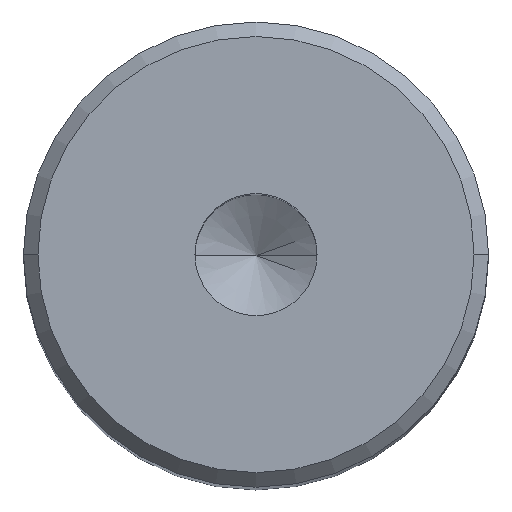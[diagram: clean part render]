
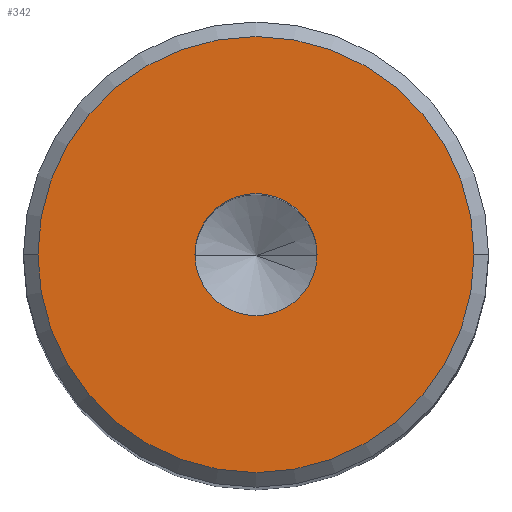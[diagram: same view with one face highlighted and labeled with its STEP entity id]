
A CAD part, top view. The second image highlights one B-rep face of the part: STEP entity #342.
In plain terms, the highlighted planar face has unit normal (0, 0, 1).
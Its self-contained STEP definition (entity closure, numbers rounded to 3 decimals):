
#30 = VERTEX_POINT ( 'NONE', #569 ) ;
#67 = EDGE_CURVE ( 'NONE', #316, #487, #81, .T. ) ;
#74 = CIRCLE ( 'NONE', #465, 2.1 ) ;
#81 = CIRCLE ( 'NONE', #194, 2.1 ) ;
#92 = FACE_OUTER_BOUND ( 'NONE', #584, .T. ) ;
#98 = CARTESIAN_POINT ( 'NONE',  ( -7.5, 0., 0. ) ) ;
#106 = DIRECTION ( 'NONE',  ( 0., 0., 1. ) ) ;
#163 = DIRECTION ( 'NONE',  ( 1., 0., 0. ) ) ;
#175 = ORIENTED_EDGE ( 'NONE', *, *, #522, .T. ) ;
#184 = AXIS2_PLACEMENT_3D ( 'NONE', #567, #390, #163 ) ;
#186 = DIRECTION ( 'NONE',  ( 0., 0., 1. ) ) ;
#194 = AXIS2_PLACEMENT_3D ( 'NONE', #250, #514, #428 ) ;
#237 = CARTESIAN_POINT ( 'NONE',  ( -2.1, 0., 0. ) ) ;
#244 = CIRCLE ( 'NONE', #572, 7.5 ) ;
#250 = CARTESIAN_POINT ( 'NONE',  ( 0., 0., 0. ) ) ;
#274 = CARTESIAN_POINT ( 'NONE',  ( 0., 0., 0. ) ) ;
#289 = DIRECTION ( 'NONE',  ( 1., 0., 0. ) ) ;
#311 = EDGE_CURVE ( 'NONE', #30, #580, #326, .T. ) ;
#316 = VERTEX_POINT ( 'NONE', #345 ) ;
#326 = CIRCLE ( 'NONE', #184, 7.5 ) ;
#342 = ADVANCED_FACE ( 'NONE', ( #363, #92 ), #493, .T. ) ;
#345 = CARTESIAN_POINT ( 'NONE',  ( 2.1, 0., 0. ) ) ;
#363 = FACE_BOUND ( 'NONE', #450, .T. ) ;
#367 = DIRECTION ( 'NONE',  ( 1., 0., 0. ) ) ;
#375 = AXIS2_PLACEMENT_3D ( 'NONE', #274, #186, #367 ) ;
#390 = DIRECTION ( 'NONE',  ( 0., 0., 1. ) ) ;
#408 = ORIENTED_EDGE ( 'NONE', *, *, #311, .T. ) ;
#428 = DIRECTION ( 'NONE',  ( 1., 0., 0. ) ) ;
#435 = EDGE_CURVE ( 'NONE', #487, #316, #74, .T. ) ;
#442 = DIRECTION ( 'NONE',  ( 0., 0., 1. ) ) ;
#450 = EDGE_LOOP ( 'NONE', ( #496, #528 ) ) ;
#465 = AXIS2_PLACEMENT_3D ( 'NONE', #503, #106, #289 ) ;
#487 = VERTEX_POINT ( 'NONE', #237 ) ;
#492 = DIRECTION ( 'NONE',  ( 1., 0., 0. ) ) ;
#493 = PLANE ( 'NONE',  #375 ) ;
#496 = ORIENTED_EDGE ( 'NONE', *, *, #67, .F. ) ;
#503 = CARTESIAN_POINT ( 'NONE',  ( 0., 0., 0. ) ) ;
#514 = DIRECTION ( 'NONE',  ( 0., 0., 1. ) ) ;
#522 = EDGE_CURVE ( 'NONE', #580, #30, #244, .T. ) ;
#528 = ORIENTED_EDGE ( 'NONE', *, *, #435, .F. ) ;
#567 = CARTESIAN_POINT ( 'NONE',  ( 0., 0., 0. ) ) ;
#569 = CARTESIAN_POINT ( 'NONE',  ( 7.5, 0., 0. ) ) ;
#572 = AXIS2_PLACEMENT_3D ( 'NONE', #585, #442, #492 ) ;
#580 = VERTEX_POINT ( 'NONE', #98 ) ;
#584 = EDGE_LOOP ( 'NONE', ( #175, #408 ) ) ;
#585 = CARTESIAN_POINT ( 'NONE',  ( 0., 0., 0. ) ) ;
